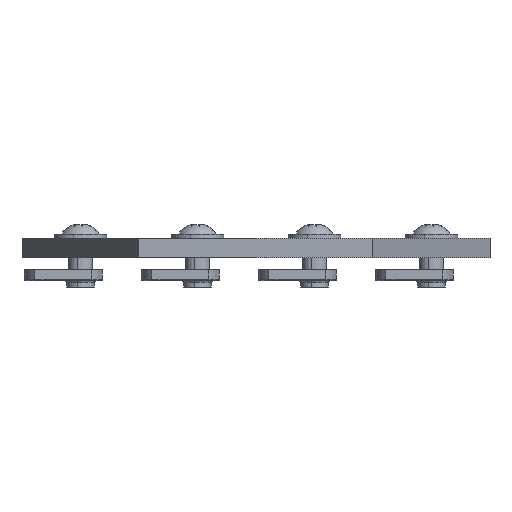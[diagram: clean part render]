
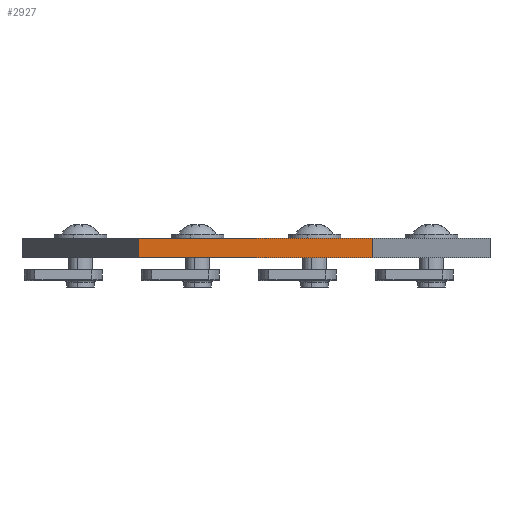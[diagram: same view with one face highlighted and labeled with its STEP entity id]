
A CAD part, left-side view. The second image highlights one B-rep face of the part: STEP entity #2927.
In plain terms, the highlighted planar face has unit normal (-1, 0, 0).
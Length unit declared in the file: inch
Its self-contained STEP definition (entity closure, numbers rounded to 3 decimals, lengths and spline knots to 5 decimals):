
#106 = CARTESIAN_POINT ( 'NONE',  ( 0., 1.5, 0. ) ) ;
#169 = CARTESIAN_POINT ( 'NONE',  ( 0., 4.5, 0. ) ) ;
#339 = LINE ( 'NONE', #340, #341 ) ;
#340 = CARTESIAN_POINT ( 'NONE',  ( 0., 4.5, 0.25 ) ) ;
#341 = VECTOR ( 'NONE', #342, 39.37008 ) ;
#342 = DIRECTION ( 'NONE',  ( 0., 0., -1. ) ) ;
#392 = LINE ( 'NONE', #393, #394 ) ;
#393 = CARTESIAN_POINT ( 'NONE',  ( 0., 4.5, 0.25 ) ) ;
#394 = VECTOR ( 'NONE', #395, 39.37008 ) ;
#395 = DIRECTION ( 'NONE',  ( 0., -1., 0. ) ) ;
#791 = CARTESIAN_POINT ( 'NONE',  ( 0., 1.5, 0.25 ) ) ;
#937 = ORIENTED_EDGE ( 'NONE', *, *, #2943, .T. ) ;
#1070 = LINE ( 'NONE', #1071, #1072 ) ;
#1071 = CARTESIAN_POINT ( 'NONE',  ( 0., 4.5, 0. ) ) ;
#1072 = VECTOR ( 'NONE', #1073, 39.37008 ) ;
#1073 = DIRECTION ( 'NONE',  ( 0., -1., 0. ) ) ;
#1249 = LINE ( 'NONE', #1250, #1251 ) ;
#1250 = CARTESIAN_POINT ( 'NONE',  ( 0., 1.5, 0.25 ) ) ;
#1251 = VECTOR ( 'NONE', #1252, 39.37008 ) ;
#1252 = DIRECTION ( 'NONE',  ( 0., 0., -1. ) ) ;
#1403 = EDGE_CURVE ( 'NONE', #2928, #3766, #392, .T. ) ;
#1548 = FACE_OUTER_BOUND ( 'NONE', #2911, .T. ) ;
#1549 = PLANE ( 'NONE',  #1550 ) ;
#1550 = AXIS2_PLACEMENT_3D ( 'NONE', #1551, #1552, #1553 ) ;
#1551 = CARTESIAN_POINT ( 'NONE',  ( 0., 4.5, 0.25 ) ) ;
#1552 = DIRECTION ( 'NONE',  ( 1., 0., 0. ) ) ;
#1553 = DIRECTION ( 'NONE',  ( 0., 1., 0. ) ) ;
#1554 = CARTESIAN_POINT ( 'NONE',  ( 0., 4.5, 0.25 ) ) ;
#1741 = ORIENTED_EDGE ( 'NONE', *, *, #1403, .F. ) ;
#2250 = EDGE_CURVE ( 'NONE', #3081, #3065, #1070, .T. ) ;
#2369 = ORIENTED_EDGE ( 'NONE', *, *, #2607, .F. ) ;
#2590 = ORIENTED_EDGE ( 'NONE', *, *, #2250, .T. ) ;
#2607 = EDGE_CURVE ( 'NONE', #3766, #3065, #1249, .T. ) ;
#2911 = EDGE_LOOP ( 'NONE', ( #2590, #2369, #1741, #937 ) ) ;
#2927 = ADVANCED_FACE ( 'NONE', ( #1548 ), #1549, .F. ) ;
#2928 = VERTEX_POINT ( 'NONE', #1554 ) ;
#2943 = EDGE_CURVE ( 'NONE', #2928, #3081, #339, .T. ) ;
#3065 = VERTEX_POINT ( 'NONE', #106 ) ;
#3081 = VERTEX_POINT ( 'NONE', #169 ) ;
#3766 = VERTEX_POINT ( 'NONE', #791 ) ;
